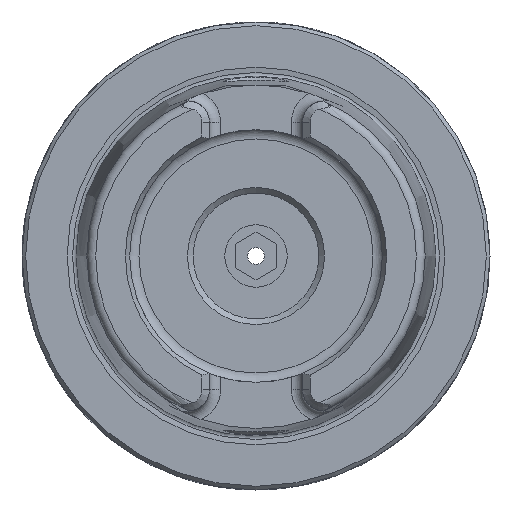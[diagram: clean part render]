
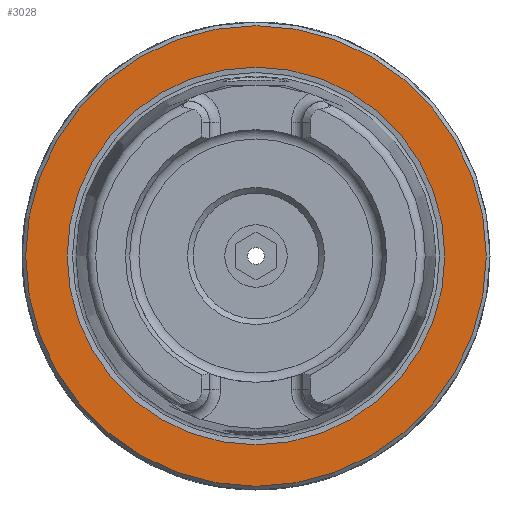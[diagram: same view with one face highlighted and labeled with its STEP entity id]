
A CAD part, left-side view. The second image highlights one B-rep face of the part: STEP entity #3028.
In plain terms, the highlighted planar face has unit normal (-1, 0, 0).
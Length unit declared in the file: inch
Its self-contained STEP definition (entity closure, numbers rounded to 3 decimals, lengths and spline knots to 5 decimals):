
#517=PLANE('',#3254);
#651=FACE_BOUND('',#960,.T.);
#747=FACE_OUTER_BOUND('',#959,.T.);
#959=EDGE_LOOP('',(#2218));
#960=EDGE_LOOP('',(#2219));
#1179=CIRCLE('',#3253,1.22047);
#1180=CIRCLE('',#3255,1.0008);
#1404=VERTEX_POINT('',#5512);
#1405=VERTEX_POINT('',#5515);
#1725=EDGE_CURVE('',#1404,#1404,#1179,.T.);
#1726=EDGE_CURVE('',#1405,#1405,#1180,.T.);
#2218=ORIENTED_EDGE('',*,*,#1725,.F.);
#2219=ORIENTED_EDGE('',*,*,#1726,.T.);
#3028=ADVANCED_FACE('',(#747,#651),#517,.T.);
#3253=AXIS2_PLACEMENT_3D('',#5513,#3720,#3721);
#3254=AXIS2_PLACEMENT_3D('',#5514,#3722,#3723);
#3255=AXIS2_PLACEMENT_3D('',#5516,#3724,#3725);
#3720=DIRECTION('center_axis',(1.,0.,0.));
#3721=DIRECTION('ref_axis',(0.,-1.,0.));
#3722=DIRECTION('center_axis',(-1.,0.,0.));
#3723=DIRECTION('ref_axis',(0.,0.,1.));
#3724=DIRECTION('center_axis',(1.,0.,0.));
#3725=DIRECTION('ref_axis',(0.,1.,0.));
#5512=CARTESIAN_POINT('',(0.,1.22047,0.));
#5513=CARTESIAN_POINT('Origin',(0.,0.,0.));
#5514=CARTESIAN_POINT('Origin',(0.,0.62008,0.));
#5515=CARTESIAN_POINT('',(0.,1.0008,0.));
#5516=CARTESIAN_POINT('Origin',(0.,0.,0.));
